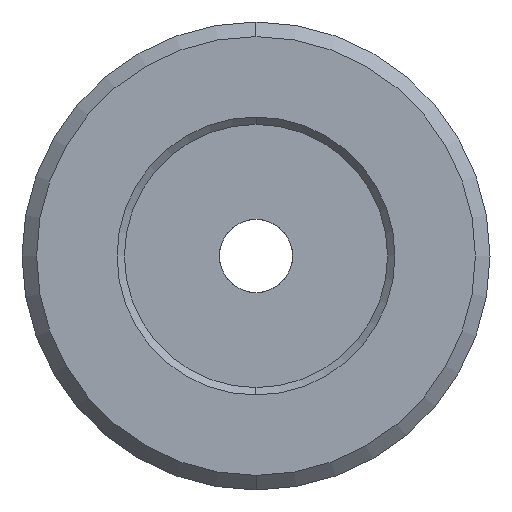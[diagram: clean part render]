
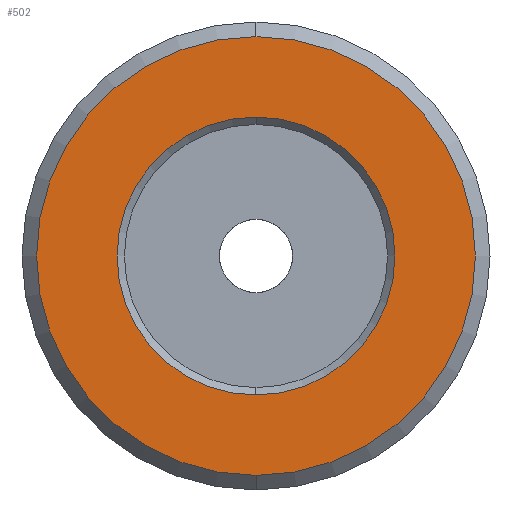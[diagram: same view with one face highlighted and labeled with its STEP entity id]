
A CAD part, front view. The second image highlights one B-rep face of the part: STEP entity #502.
In plain terms, the highlighted planar face has unit normal (0, -1, 0).
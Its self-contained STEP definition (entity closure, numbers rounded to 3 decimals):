
#35 = DIRECTION ( 'NONE',  ( 0., -1., 0. ) ) ;
#36 = FACE_OUTER_BOUND ( 'NONE', #644, .T. ) ;
#68 = AXIS2_PLACEMENT_3D ( 'NONE', #851, #777, #400 ) ;
#129 = DIRECTION ( 'NONE',  ( 0., 0., 1. ) ) ;
#139 = CARTESIAN_POINT ( 'NONE',  ( 0., -12.7, 15. ) ) ;
#179 = AXIS2_PLACEMENT_3D ( 'NONE', #650, #35, #129 ) ;
#206 = ORIENTED_EDGE ( 'NONE', *, *, #388, .F. ) ;
#218 = ORIENTED_EDGE ( 'NONE', *, *, #584, .F. ) ;
#234 = EDGE_LOOP ( 'NONE', ( #1017, #218 ) ) ;
#240 = CIRCLE ( 'NONE', #771, 15. ) ;
#328 = DIRECTION ( 'NONE',  ( 0., 0., 1. ) ) ;
#353 = CARTESIAN_POINT ( 'NONE',  ( 9.5, -12.7, 0. ) ) ;
#372 = ORIENTED_EDGE ( 'NONE', *, *, #728, .F. ) ;
#374 = CIRCLE ( 'NONE', #499, 9.5 ) ;
#388 = EDGE_CURVE ( 'NONE', #873, #942, #240, .T. ) ;
#400 = DIRECTION ( 'NONE',  ( 0., 0., 1. ) ) ;
#443 = CIRCLE ( 'NONE', #179, 9.5 ) ;
#499 = AXIS2_PLACEMENT_3D ( 'NONE', #536, #800, #796 ) ;
#502 = ADVANCED_FACE ( 'NONE', ( #700, #36 ), #1034, .F. ) ;
#513 = VERTEX_POINT ( 'NONE', #866 ) ;
#531 = VERTEX_POINT ( 'NONE', #818 ) ;
#536 = CARTESIAN_POINT ( 'NONE',  ( 0., -12.7, 0. ) ) ;
#550 = DIRECTION ( 'NONE',  ( 0., 0., 1. ) ) ;
#584 = EDGE_CURVE ( 'NONE', #531, #513, #443, .T. ) ;
#624 = CARTESIAN_POINT ( 'NONE',  ( 0., -12.7, 0. ) ) ;
#644 = EDGE_LOOP ( 'NONE', ( #206, #372 ) ) ;
#650 = CARTESIAN_POINT ( 'NONE',  ( 0., -12.7, 0. ) ) ;
#700 = FACE_BOUND ( 'NONE', #234, .T. ) ;
#728 = EDGE_CURVE ( 'NONE', #942, #873, #982, .T. ) ;
#771 = AXIS2_PLACEMENT_3D ( 'NONE', #624, #1053, #550 ) ;
#777 = DIRECTION ( 'NONE',  ( 0., 1., 0. ) ) ;
#796 = DIRECTION ( 'NONE',  ( 0., 0., 1. ) ) ;
#800 = DIRECTION ( 'NONE',  ( 0., -1., 0. ) ) ;
#818 = CARTESIAN_POINT ( 'NONE',  ( 0., -12.7, -9.5 ) ) ;
#831 = AXIS2_PLACEMENT_3D ( 'NONE', #353, #924, #328 ) ;
#851 = CARTESIAN_POINT ( 'NONE',  ( 0., -12.7, 0. ) ) ;
#866 = CARTESIAN_POINT ( 'NONE',  ( 0., -12.7, 9.5 ) ) ;
#872 = CARTESIAN_POINT ( 'NONE',  ( 0., -12.7, -15. ) ) ;
#873 = VERTEX_POINT ( 'NONE', #139 ) ;
#924 = DIRECTION ( 'NONE',  ( 0., 1., 0. ) ) ;
#942 = VERTEX_POINT ( 'NONE', #872 ) ;
#954 = EDGE_CURVE ( 'NONE', #513, #531, #374, .T. ) ;
#982 = CIRCLE ( 'NONE', #68, 15. ) ;
#1017 = ORIENTED_EDGE ( 'NONE', *, *, #954, .F. ) ;
#1034 = PLANE ( 'NONE',  #831 ) ;
#1053 = DIRECTION ( 'NONE',  ( 0., 1., 0. ) ) ;
